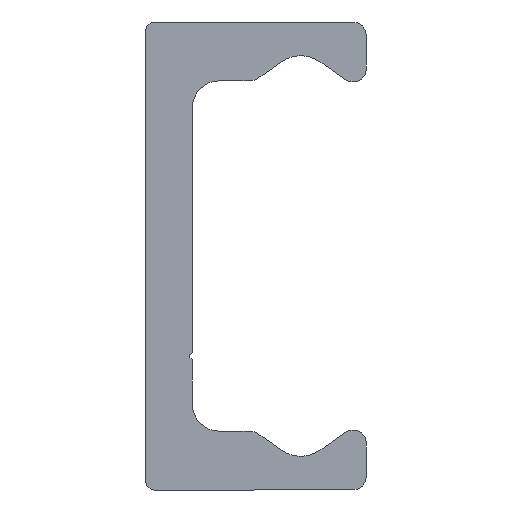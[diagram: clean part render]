
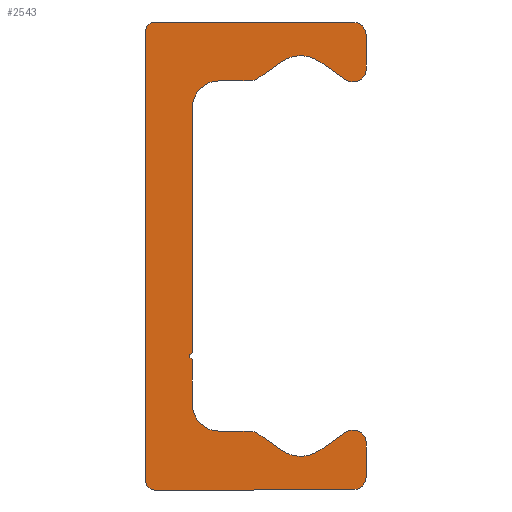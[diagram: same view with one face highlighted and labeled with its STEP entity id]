
A CAD part, left-side view. The second image highlights one B-rep face of the part: STEP entity #2543.
In plain terms, the highlighted planar face has unit normal (-1, 0, 0).
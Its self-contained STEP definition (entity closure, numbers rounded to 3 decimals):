
#1540=CARTESIAN_POINT('',(0.0,4.75,-7.25));
#1541=VERTEX_POINT('',#1540);
#1548=CARTESIAN_POINT('',(0.0,4.75,-7.75));
#1549=VERTEX_POINT('',#1548);
#1550=CARTESIAN_POINT('',(0.0,4.75,-7.5));
#1551=DIRECTION('',(-1.0,0.0,0.0));
#1552=DIRECTION('',(0.0,0.0,1.0));
#1553=AXIS2_PLACEMENT_3D('',#1550,#1551,#1552);
#1554=CIRCLE('',#1553,0.25);
#1555=EDGE_CURVE('',#1541,#1549,#1554,.T.);
#1665=CARTESIAN_POINT('',(0.0,4.75,11.1));
#1666=VERTEX_POINT('',#1665);
#1673=CARTESIAN_POINT('',(0.0,4.75,11.1));
#1674=DIRECTION('',(0.0,0.0,-1.0));
#1675=VECTOR('',#1674,18.35);
#1676=LINE('',#1673,#1675);
#1677=EDGE_CURVE('',#1666,#1541,#1676,.T.);
#1725=CARTESIAN_POINT('',(0.0,7.6,-17.5));
#1726=VERTEX_POINT('',#1725);
#1733=CARTESIAN_POINT('',(0.0,8.25,-16.85));
#1734=VERTEX_POINT('',#1733);
#1735=CARTESIAN_POINT('',(0.0,7.6,-16.85));
#1736=DIRECTION('',(1.0,0.0,0.0));
#1737=DIRECTION('',(0.0,0.0,-1.0));
#1738=AXIS2_PLACEMENT_3D('',#1735,#1736,#1737);
#1739=CIRCLE('',#1738,0.65);
#1740=EDGE_CURVE('',#1726,#1734,#1739,.T.);
#1764=CARTESIAN_POINT('',(0.0,-7.25,-17.5));
#1765=VERTEX_POINT('',#1764);
#1772=CARTESIAN_POINT('',(0.0,-7.25,-17.5));
#1773=DIRECTION('',(0.0,1.0,0.0));
#1774=VECTOR('',#1773,14.85);
#1775=LINE('',#1772,#1774);
#1776=EDGE_CURVE('',#1765,#1726,#1775,.T.);
#1796=CARTESIAN_POINT('',(0.0,-8.25,-16.5));
#1797=VERTEX_POINT('',#1796);
#1804=CARTESIAN_POINT('',(0.0,-7.25,-16.5));
#1805=DIRECTION('',(1.0,0.0,0.0));
#1806=DIRECTION('',(0.0,-1.0,0.0));
#1807=AXIS2_PLACEMENT_3D('',#1804,#1805,#1806);
#1808=CIRCLE('',#1807,1.0);
#1809=EDGE_CURVE('',#1797,#1765,#1808,.T.);
#1828=CARTESIAN_POINT('',(0.0,-8.25,-13.98));
#1829=VERTEX_POINT('',#1828);
#1836=CARTESIAN_POINT('',(0.0,-8.25,-13.98));
#1837=DIRECTION('',(0.0,0.0,-1.0));
#1838=VECTOR('',#1837,2.52);
#1839=LINE('',#1836,#1838);
#1840=EDGE_CURVE('',#1829,#1797,#1839,.T.);
#1860=CARTESIAN_POINT('',(0.0,-6.708,-13.177));
#1861=VERTEX_POINT('',#1860);
#1868=CARTESIAN_POINT('',(0.0,-7.27,-13.98));
#1869=DIRECTION('',(1.0,0.0,0.0));
#1870=DIRECTION('',(0.0,0.574,0.819));
#1871=AXIS2_PLACEMENT_3D('',#1868,#1869,#1870);
#1872=CIRCLE('',#1871,0.98);
#1873=EDGE_CURVE('',#1861,#1829,#1872,.T.);
#1892=CARTESIAN_POINT('',(0.0,-4.784,-14.524));
#1893=VERTEX_POINT('',#1892);
#1900=CARTESIAN_POINT('',(0.0,-4.784,-14.524));
#1901=DIRECTION('',(0.0,-0.819,0.574));
#1902=VECTOR('',#1901,2.349);
#1903=LINE('',#1900,#1902);
#1904=EDGE_CURVE('',#1893,#1861,#1903,.T.);
#1924=CARTESIAN_POINT('',(0.0,-1.916,-14.524));
#1925=VERTEX_POINT('',#1924);
#1932=CARTESIAN_POINT('',(0.0,-3.35,-12.477));
#1933=DIRECTION('',(-1.0,0.0,0.0));
#1934=DIRECTION('',(0.0,0.574,0.819));
#1935=AXIS2_PLACEMENT_3D('',#1932,#1933,#1934);
#1936=CIRCLE('',#1935,2.5);
#1937=EDGE_CURVE('',#1925,#1893,#1936,.T.);
#1956=CARTESIAN_POINT('',(0.0,-0.14,-13.281));
#1957=VERTEX_POINT('',#1956);
#1964=CARTESIAN_POINT('',(0.0,-0.14,-13.281));
#1965=DIRECTION('',(0.0,-0.819,-0.574));
#1966=VECTOR('',#1965,2.168);
#1967=LINE('',#1964,#1966);
#1968=EDGE_CURVE('',#1957,#1925,#1967,.T.);
#1988=CARTESIAN_POINT('',(0.0,0.433,-13.1));
#1989=VERTEX_POINT('',#1988);
#1996=CARTESIAN_POINT('',(0.0,0.433,-14.1));
#1997=DIRECTION('',(1.0,0.0,0.0));
#1998=DIRECTION('',(0.0,0.0,1.0));
#1999=AXIS2_PLACEMENT_3D('',#1996,#1997,#1998);
#2000=CIRCLE('',#1999,1.);
#2001=EDGE_CURVE('',#1989,#1957,#2000,.T.);
#2020=CARTESIAN_POINT('',(0.0,2.75,-13.1));
#2021=VERTEX_POINT('',#2020);
#2028=CARTESIAN_POINT('',(0.0,2.75,-13.1));
#2029=DIRECTION('',(0.0,-1.0,0.0));
#2030=VECTOR('',#2029,2.317);
#2031=LINE('',#2028,#2030);
#2032=EDGE_CURVE('',#2021,#1989,#2031,.T.);
#2052=CARTESIAN_POINT('',(0.0,4.75,-11.1));
#2053=VERTEX_POINT('',#2052);
#2060=CARTESIAN_POINT('',(0.0,2.75,-11.1));
#2061=DIRECTION('',(-1.0,0.0,0.0));
#2062=DIRECTION('',(0.0,0.0,1.0));
#2063=AXIS2_PLACEMENT_3D('',#2060,#2061,#2062);
#2064=CIRCLE('',#2063,2.0);
#2065=EDGE_CURVE('',#2053,#2021,#2064,.T.);
#2083=CARTESIAN_POINT('',(0.0,4.75,-7.75));
#2084=DIRECTION('',(0.0,0.0,-1.0));
#2085=VECTOR('',#2084,3.35);
#2086=LINE('',#2083,#2085);
#2087=EDGE_CURVE('',#1549,#2053,#2086,.T.);
#2107=CARTESIAN_POINT('',(0.0,2.75,13.1));
#2108=VERTEX_POINT('',#2107);
#2115=CARTESIAN_POINT('',(0.0,2.75,11.1));
#2116=DIRECTION('',(-1.0,0.0,0.0));
#2117=DIRECTION('',(0.0,-1.0,0.0));
#2118=AXIS2_PLACEMENT_3D('',#2115,#2116,#2117);
#2119=CIRCLE('',#2118,2.0);
#2120=EDGE_CURVE('',#2108,#1666,#2119,.T.);
#2139=CARTESIAN_POINT('',(0.0,0.433,13.1));
#2140=VERTEX_POINT('',#2139);
#2147=CARTESIAN_POINT('',(0.0,0.433,13.1));
#2148=DIRECTION('',(0.0,1.0,0.0));
#2149=VECTOR('',#2148,2.317);
#2150=LINE('',#2147,#2149);
#2151=EDGE_CURVE('',#2140,#2108,#2150,.T.);
#2171=CARTESIAN_POINT('',(0.0,-0.14,13.281));
#2172=VERTEX_POINT('',#2171);
#2179=CARTESIAN_POINT('',(0.0,0.433,14.1));
#2180=DIRECTION('',(1.0,0.0,0.0));
#2181=DIRECTION('',(0.0,-0.574,-0.819));
#2182=AXIS2_PLACEMENT_3D('',#2179,#2180,#2181);
#2183=CIRCLE('',#2182,1.);
#2184=EDGE_CURVE('',#2172,#2140,#2183,.T.);
#2203=CARTESIAN_POINT('',(0.0,-1.916,14.524));
#2204=VERTEX_POINT('',#2203);
#2211=CARTESIAN_POINT('',(0.0,-1.916,14.524));
#2212=DIRECTION('',(0.0,0.819,-0.574));
#2213=VECTOR('',#2212,2.168);
#2214=LINE('',#2211,#2213);
#2215=EDGE_CURVE('',#2204,#2172,#2214,.T.);
#2235=CARTESIAN_POINT('',(0.0,-4.784,14.524));
#2236=VERTEX_POINT('',#2235);
#2243=CARTESIAN_POINT('',(0.0,-3.35,12.477));
#2244=DIRECTION('',(-1.0,0.0,0.0));
#2245=DIRECTION('',(0.0,-0.574,-0.819));
#2246=AXIS2_PLACEMENT_3D('',#2243,#2244,#2245);
#2247=CIRCLE('',#2246,2.5);
#2248=EDGE_CURVE('',#2236,#2204,#2247,.T.);
#2267=CARTESIAN_POINT('',(0.0,-6.708,13.177));
#2268=VERTEX_POINT('',#2267);
#2275=CARTESIAN_POINT('',(0.0,-6.708,13.177));
#2276=DIRECTION('',(0.0,0.819,0.574));
#2277=VECTOR('',#2276,2.349);
#2278=LINE('',#2275,#2277);
#2279=EDGE_CURVE('',#2268,#2236,#2278,.T.);
#2299=CARTESIAN_POINT('',(0.0,-8.25,13.98));
#2300=VERTEX_POINT('',#2299);
#2307=CARTESIAN_POINT('',(0.0,-7.27,13.98));
#2308=DIRECTION('',(1.0,0.0,0.0));
#2309=DIRECTION('',(0.0,-1.0,0.0));
#2310=AXIS2_PLACEMENT_3D('',#2307,#2308,#2309);
#2311=CIRCLE('',#2310,0.98);
#2312=EDGE_CURVE('',#2300,#2268,#2311,.T.);
#2331=CARTESIAN_POINT('',(0.0,-8.25,16.5));
#2332=VERTEX_POINT('',#2331);
#2339=CARTESIAN_POINT('',(0.0,-8.25,16.5));
#2340=DIRECTION('',(0.0,0.0,-1.0));
#2341=VECTOR('',#2340,2.52);
#2342=LINE('',#2339,#2341);
#2343=EDGE_CURVE('',#2332,#2300,#2342,.T.);
#2363=CARTESIAN_POINT('',(0.0,-7.25,17.5));
#2364=VERTEX_POINT('',#2363);
#2371=CARTESIAN_POINT('',(0.0,-7.25,16.5));
#2372=DIRECTION('',(1.0,0.0,0.0));
#2373=DIRECTION('',(0.0,0.0,1.0));
#2374=AXIS2_PLACEMENT_3D('',#2371,#2372,#2373);
#2375=CIRCLE('',#2374,1.0);
#2376=EDGE_CURVE('',#2364,#2332,#2375,.T.);
#2395=CARTESIAN_POINT('',(0.0,7.6,17.5));
#2396=VERTEX_POINT('',#2395);
#2403=CARTESIAN_POINT('',(0.0,7.6,17.5));
#2404=DIRECTION('',(0.0,-1.0,0.0));
#2405=VECTOR('',#2404,14.85);
#2406=LINE('',#2403,#2405);
#2407=EDGE_CURVE('',#2396,#2364,#2406,.T.);
#2427=CARTESIAN_POINT('',(0.0,8.25,16.85));
#2428=VERTEX_POINT('',#2427);
#2435=CARTESIAN_POINT('',(0.0,7.6,16.85));
#2436=DIRECTION('',(1.0,0.0,0.0));
#2437=DIRECTION('',(0.0,1.0,0.0));
#2438=AXIS2_PLACEMENT_3D('',#2435,#2436,#2437);
#2439=CIRCLE('',#2438,0.65);
#2440=EDGE_CURVE('',#2428,#2396,#2439,.T.);
#2458=CARTESIAN_POINT('',(0.0,8.25,-16.85));
#2459=DIRECTION('',(0.0,0.0,1.0));
#2460=VECTOR('',#2459,33.7);
#2461=LINE('',#2458,#2460);
#2462=EDGE_CURVE('',#1734,#2428,#2461,.T.);
#2510=CARTESIAN_POINT('',(0.0,2.258,-0.017));
#2511=DIRECTION('',(1.0,0.0,0.0));
#2512=DIRECTION('',(0.0,0.0,-1.0));
#2513=AXIS2_PLACEMENT_3D('',#2510,#2511,#2512);
#2514=PLANE('',#2513);
#2515=ORIENTED_EDGE('',*,*,#2462,.F.);
#2516=ORIENTED_EDGE('',*,*,#1740,.F.);
#2517=ORIENTED_EDGE('',*,*,#1776,.F.);
#2518=ORIENTED_EDGE('',*,*,#1809,.F.);
#2519=ORIENTED_EDGE('',*,*,#1840,.F.);
#2520=ORIENTED_EDGE('',*,*,#1873,.F.);
#2521=ORIENTED_EDGE('',*,*,#1904,.F.);
#2522=ORIENTED_EDGE('',*,*,#1937,.F.);
#2523=ORIENTED_EDGE('',*,*,#1968,.F.);
#2524=ORIENTED_EDGE('',*,*,#2001,.F.);
#2525=ORIENTED_EDGE('',*,*,#2032,.F.);
#2526=ORIENTED_EDGE('',*,*,#2065,.F.);
#2527=ORIENTED_EDGE('',*,*,#2087,.F.);
#2528=ORIENTED_EDGE('',*,*,#1555,.F.);
#2529=ORIENTED_EDGE('',*,*,#1677,.F.);
#2530=ORIENTED_EDGE('',*,*,#2120,.F.);
#2531=ORIENTED_EDGE('',*,*,#2151,.F.);
#2532=ORIENTED_EDGE('',*,*,#2184,.F.);
#2533=ORIENTED_EDGE('',*,*,#2215,.F.);
#2534=ORIENTED_EDGE('',*,*,#2248,.F.);
#2535=ORIENTED_EDGE('',*,*,#2279,.F.);
#2536=ORIENTED_EDGE('',*,*,#2312,.F.);
#2537=ORIENTED_EDGE('',*,*,#2343,.F.);
#2538=ORIENTED_EDGE('',*,*,#2376,.F.);
#2539=ORIENTED_EDGE('',*,*,#2407,.F.);
#2540=ORIENTED_EDGE('',*,*,#2440,.F.);
#2541=EDGE_LOOP('',(#2515,#2516,#2517,#2518,#2519,#2520,#2521,#2522,#2523,#2524,#2525,#2526,#2527,#2528,#2529,#2530,#2531,#2532,#2533,#2534,#2535,#2536,#2537,#2538,#2539,#2540));
#2542=FACE_OUTER_BOUND('',#2541,.T.);
#2543=ADVANCED_FACE('',(#2542),#2514,.F.);
